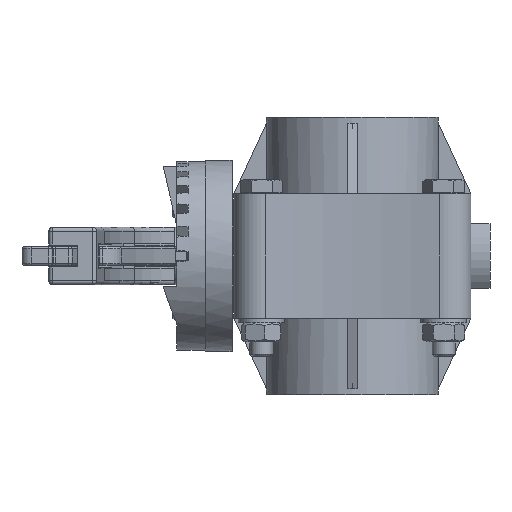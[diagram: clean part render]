
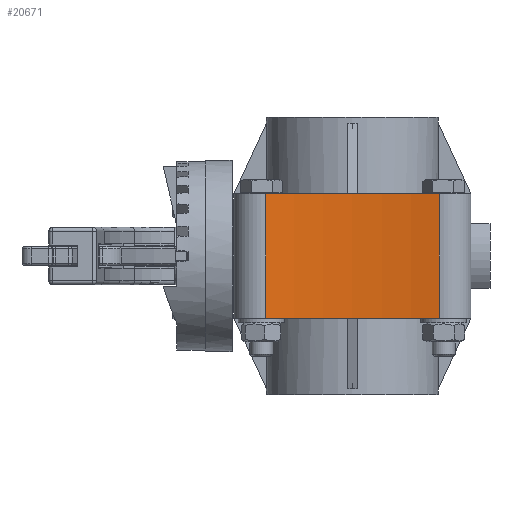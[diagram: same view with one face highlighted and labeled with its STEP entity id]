
A CAD part, left-side view. The second image highlights one B-rep face of the part: STEP entity #20671.
In plain terms, the highlighted cylindrical face has radius 250 mm (diameter 500 mm), a partial arc.
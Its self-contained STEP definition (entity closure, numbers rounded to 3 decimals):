
#20577=CARTESIAN_POINT('',(-61.767,45.455,32.5));
#20578=VERTEX_POINT('',#20577);
#20579=CARTESIAN_POINT('',(-61.767,45.455,-32.5));
#20580=VERTEX_POINT('',#20579);
#20581=CARTESIAN_POINT('',(-61.767,45.455,32.5));
#20582=DIRECTION('',(0.0,0.0,-1.0));
#20583=VECTOR('',#20582,65.0);
#20584=LINE('',#20581,#20583);
#20585=EDGE_CURVE('',#20578,#20580,#20584,.T.);
#20621=CARTESIAN_POINT('',(-307.6,0.,0.0));
#20622=DIRECTION('',(0.0,0.0,1.0));
#20623=DIRECTION('',(0.983,-0.182,0.0));
#20624=AXIS2_PLACEMENT_3D('',#20621,#20622,#20623);
#20625=CYLINDRICAL_SURFACE('',#20624,250.0);
#20626=ORIENTED_EDGE('',*,*,#20585,.T.);
#20627=CARTESIAN_POINT('',(-57.6,0.,-32.5));
#20628=VERTEX_POINT('',#20627);
#20629=CARTESIAN_POINT('',(-307.6,0.,-32.5));
#20630=DIRECTION('',(0.,0.,-1.0));
#20631=DIRECTION('',(-0.983,-0.182,0.));
#20632=AXIS2_PLACEMENT_3D('',#20629,#20630,#20631);
#20633=CIRCLE('',#20632,250.0);
#20634=EDGE_CURVE('',#20580,#20628,#20633,.T.);
#20635=ORIENTED_EDGE('',*,*,#20634,.T.);
#20636=CARTESIAN_POINT('',(-61.767,-45.455,-32.5));
#20637=VERTEX_POINT('',#20636);
#20638=CARTESIAN_POINT('',(-307.6,0.,-32.5));
#20639=DIRECTION('',(0.,0.,-1.0));
#20640=DIRECTION('',(-0.983,-0.182,0.));
#20641=AXIS2_PLACEMENT_3D('',#20638,#20639,#20640);
#20642=CIRCLE('',#20641,250.0);
#20643=EDGE_CURVE('',#20628,#20637,#20642,.T.);
#20644=ORIENTED_EDGE('',*,*,#20643,.T.);
#20645=CARTESIAN_POINT('',(-61.767,-45.455,32.5));
#20646=VERTEX_POINT('',#20645);
#20647=CARTESIAN_POINT('',(-61.767,-45.455,32.5));
#20648=DIRECTION('',(0.0,0.0,-1.0));
#20649=VECTOR('',#20648,65.0);
#20650=LINE('',#20647,#20649);
#20651=EDGE_CURVE('',#20646,#20637,#20650,.T.);
#20652=ORIENTED_EDGE('',*,*,#20651,.F.);
#20653=CARTESIAN_POINT('',(-57.6,0.,32.5));
#20654=VERTEX_POINT('',#20653);
#20655=CARTESIAN_POINT('',(-307.6,0.,32.5));
#20656=DIRECTION('',(0.,0.,1.));
#20657=DIRECTION('',(-0.983,0.182,0.));
#20658=AXIS2_PLACEMENT_3D('',#20655,#20656,#20657);
#20659=CIRCLE('',#20658,250.);
#20660=EDGE_CURVE('',#20646,#20654,#20659,.T.);
#20661=ORIENTED_EDGE('',*,*,#20660,.T.);
#20662=CARTESIAN_POINT('',(-307.6,0.,32.5));
#20663=DIRECTION('',(0.,0.,1.));
#20664=DIRECTION('',(-0.983,0.182,0.));
#20665=AXIS2_PLACEMENT_3D('',#20662,#20663,#20664);
#20666=CIRCLE('',#20665,250.);
#20667=EDGE_CURVE('',#20654,#20578,#20666,.T.);
#20668=ORIENTED_EDGE('',*,*,#20667,.T.);
#20669=EDGE_LOOP('',(#20626,#20635,#20644,#20652,#20661,#20668));
#20670=FACE_OUTER_BOUND('',#20669,.T.);
#20671=ADVANCED_FACE('',(#20670),#20625,.F.);
